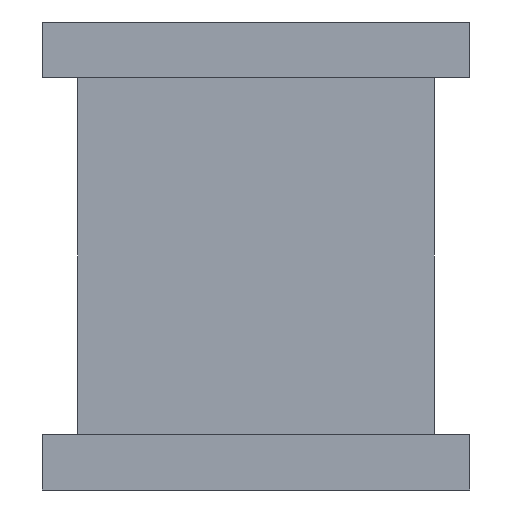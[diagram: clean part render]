
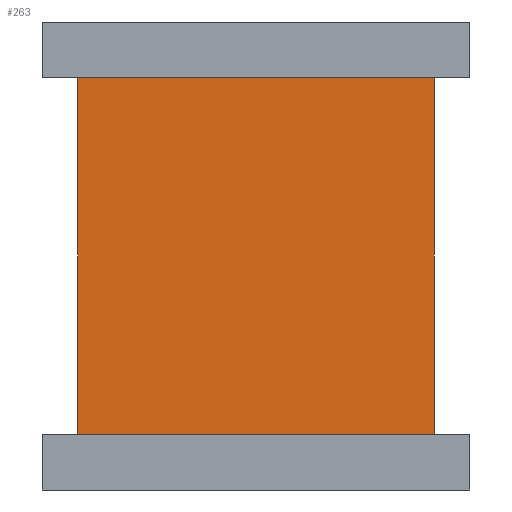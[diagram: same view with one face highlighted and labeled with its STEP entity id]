
A CAD part, left-side view. The second image highlights one B-rep face of the part: STEP entity #263.
In plain terms, the highlighted planar face has unit normal (-1, 0, 0).
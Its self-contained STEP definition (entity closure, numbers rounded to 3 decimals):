
#3 = VECTOR ( 'NONE', #305, 1000. ) ;
#5 = EDGE_CURVE ( 'NONE', #397, #412, #250, .T. ) ;
#17 = ORIENTED_EDGE ( 'NONE', *, *, #5, .F. ) ;
#24 = VECTOR ( 'NONE', #422, 1000. ) ;
#35 = ORIENTED_EDGE ( 'NONE', *, *, #205, .T. ) ;
#41 = DIRECTION ( 'NONE',  ( 0., 0., -1. ) ) ;
#47 = CARTESIAN_POINT ( 'NONE',  ( -52., -40., 12.5 ) ) ;
#86 = LINE ( 'NONE', #170, #24 ) ;
#95 = VECTOR ( 'NONE', #41, 1000. ) ;
#96 = CARTESIAN_POINT ( 'NONE',  ( -52., 40., 12.5 ) ) ;
#130 = CARTESIAN_POINT ( 'NONE',  ( -52., 40., 92.5 ) ) ;
#137 = PLANE ( 'NONE',  #143 ) ;
#143 = AXIS2_PLACEMENT_3D ( 'NONE', #130, #213, #176 ) ;
#170 = CARTESIAN_POINT ( 'NONE',  ( -52., 40., 92.5 ) ) ;
#176 = DIRECTION ( 'NONE',  ( 0., 0., -1. ) ) ;
#188 = LINE ( 'NONE', #96, #430 ) ;
#192 = VERTEX_POINT ( 'NONE', #294 ) ;
#205 = EDGE_CURVE ( 'NONE', #439, #192, #86, .T. ) ;
#213 = DIRECTION ( 'NONE',  ( 1., 0., 0. ) ) ;
#218 = LINE ( 'NONE', #381, #3 ) ;
#228 = ORIENTED_EDGE ( 'NONE', *, *, #426, .T. ) ;
#250 = LINE ( 'NONE', #418, #95 ) ;
#263 = ADVANCED_FACE ( 'NONE', ( #504 ), #137, .F. ) ;
#294 = CARTESIAN_POINT ( 'NONE',  ( -52., 40., 12.5 ) ) ;
#305 = DIRECTION ( 'NONE',  ( 0., -1., 0. ) ) ;
#381 = CARTESIAN_POINT ( 'NONE',  ( -52., 40., 92.5 ) ) ;
#384 = DIRECTION ( 'NONE',  ( 0., -1., 0. ) ) ;
#397 = VERTEX_POINT ( 'NONE', #481 ) ;
#412 = VERTEX_POINT ( 'NONE', #47 ) ;
#418 = CARTESIAN_POINT ( 'NONE',  ( -52., -40., 92.5 ) ) ;
#422 = DIRECTION ( 'NONE',  ( 0., 0., -1. ) ) ;
#426 = EDGE_CURVE ( 'NONE', #192, #412, #188, .T. ) ;
#429 = CARTESIAN_POINT ( 'NONE',  ( -52., 40., 92.5 ) ) ;
#430 = VECTOR ( 'NONE', #384, 1000. ) ;
#439 = VERTEX_POINT ( 'NONE', #429 ) ;
#443 = EDGE_CURVE ( 'NONE', #439, #397, #218, .T. ) ;
#481 = CARTESIAN_POINT ( 'NONE',  ( -52., -40., 92.5 ) ) ;
#497 = ORIENTED_EDGE ( 'NONE', *, *, #443, .F. ) ;
#501 = EDGE_LOOP ( 'NONE', ( #228, #17, #497, #35 ) ) ;
#504 = FACE_OUTER_BOUND ( 'NONE', #501, .T. ) ;
